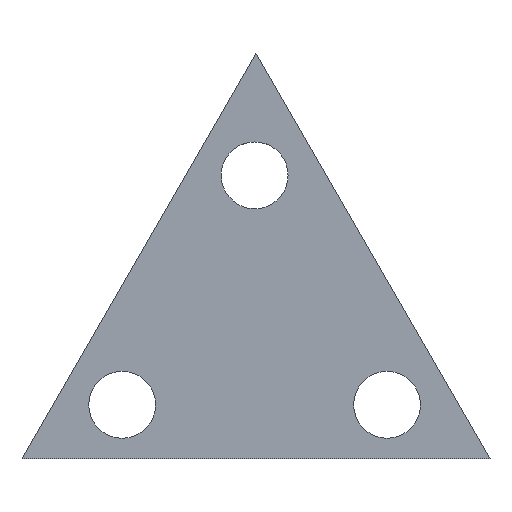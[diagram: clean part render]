
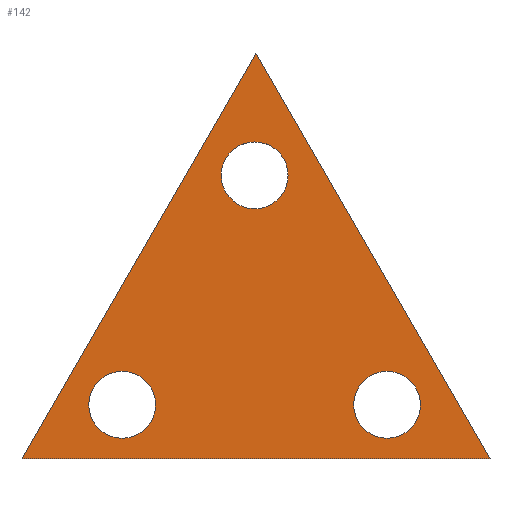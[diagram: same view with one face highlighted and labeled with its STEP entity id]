
A CAD part, top view. The second image highlights one B-rep face of the part: STEP entity #142.
In plain terms, the highlighted planar face has unit normal (0, 0, 1).
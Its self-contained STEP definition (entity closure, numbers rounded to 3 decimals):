
#4 = CARTESIAN_POINT ( 'NONE',  ( -0.21, 22.157, 2. ) ) ;
#6 = AXIS2_PLACEMENT_3D ( 'NONE', #69, #299, #234 ) ;
#10 = DIRECTION ( 'NONE',  ( 0., 0., 1. ) ) ;
#13 = FACE_BOUND ( 'NONE', #320, .T. ) ;
#14 = DIRECTION ( 'NONE',  ( 0., 0., 1. ) ) ;
#24 = CIRCLE ( 'NONE', #389, 5. ) ;
#27 = CARTESIAN_POINT ( 'NONE',  ( -20.02, -12.155, 2. ) ) ;
#28 = EDGE_CURVE ( 'NONE', #169, #80, #213, .T. ) ;
#38 = CARTESIAN_POINT ( 'NONE',  ( 0., 40.415, 2. ) ) ;
#41 = CARTESIAN_POINT ( 'NONE',  ( 35., -20.207, 2. ) ) ;
#45 = EDGE_CURVE ( 'NONE', #190, #166, #426, .T. ) ;
#48 = LINE ( 'NONE', #238, #197 ) ;
#51 = DIRECTION ( 'NONE',  ( 1., 0., 0. ) ) ;
#61 = ORIENTED_EDGE ( 'NONE', *, *, #219, .F. ) ;
#63 = DIRECTION ( 'NONE',  ( 0., 0., 1. ) ) ;
#67 = DIRECTION ( 'NONE',  ( 1., 0., 0. ) ) ;
#69 = CARTESIAN_POINT ( 'NONE',  ( -0.21, 22.157, 2. ) ) ;
#71 = DIRECTION ( 'NONE',  ( 1., 0., 0. ) ) ;
#73 = PLANE ( 'NONE',  #265 ) ;
#76 = ORIENTED_EDGE ( 'NONE', *, *, #275, .T. ) ;
#79 = ORIENTED_EDGE ( 'NONE', *, *, #28, .F. ) ;
#80 = VERTEX_POINT ( 'NONE', #191 ) ;
#92 = AXIS2_PLACEMENT_3D ( 'NONE', #27, #63, #397 ) ;
#101 = EDGE_CURVE ( 'NONE', #166, #190, #425, .T. ) ;
#102 = DIRECTION ( 'NONE',  ( 0., 0., 1. ) ) ;
#116 = AXIS2_PLACEMENT_3D ( 'NONE', #4, #157, #67 ) ;
#128 = LINE ( 'NONE', #38, #407 ) ;
#137 = CARTESIAN_POINT ( 'NONE',  ( 0., 0., 2. ) ) ;
#138 = CARTESIAN_POINT ( 'NONE',  ( 24.6, -12.155, 2. ) ) ;
#140 = FACE_BOUND ( 'NONE', #352, .T. ) ;
#141 = ORIENTED_EDGE ( 'NONE', *, *, #45, .F. ) ;
#142 = ADVANCED_FACE ( 'NONE', ( #390, #13, #140, #250 ), #73, .T. ) ;
#148 = VECTOR ( 'NONE', #51, 1000. ) ;
#153 = VERTEX_POINT ( 'NONE', #41 ) ;
#157 = DIRECTION ( 'NONE',  ( 0., 0., 1. ) ) ;
#164 = LINE ( 'NONE', #271, #148 ) ;
#165 = CARTESIAN_POINT ( 'NONE',  ( -20.02, -12.155, 2. ) ) ;
#166 = VERTEX_POINT ( 'NONE', #167 ) ;
#167 = CARTESIAN_POINT ( 'NONE',  ( 4.79, 22.157, 2. ) ) ;
#169 = VERTEX_POINT ( 'NONE', #371 ) ;
#177 = DIRECTION ( 'NONE',  ( 1., 0., 0. ) ) ;
#185 = EDGE_CURVE ( 'NONE', #80, #169, #282, .T. ) ;
#190 = VERTEX_POINT ( 'NONE', #231 ) ;
#191 = CARTESIAN_POINT ( 'NONE',  ( -25.02, -12.155, 2. ) ) ;
#197 = VECTOR ( 'NONE', #304, 1000. ) ;
#198 = EDGE_LOOP ( 'NONE', ( #424, #141 ) ) ;
#199 = CARTESIAN_POINT ( 'NONE',  ( 19.6, -12.155, 2. ) ) ;
#205 = DIRECTION ( 'NONE',  ( 0., 0., 1. ) ) ;
#206 = VERTEX_POINT ( 'NONE', #364 ) ;
#207 = CARTESIAN_POINT ( 'NONE',  ( 19.6, -12.155, 2. ) ) ;
#209 = CARTESIAN_POINT ( 'NONE',  ( 14.6, -12.155, 2. ) ) ;
#213 = CIRCLE ( 'NONE', #92, 5. ) ;
#218 = ORIENTED_EDGE ( 'NONE', *, *, #185, .F. ) ;
#219 = EDGE_CURVE ( 'NONE', #226, #380, #24, .T. ) ;
#226 = VERTEX_POINT ( 'NONE', #138 ) ;
#231 = CARTESIAN_POINT ( 'NONE',  ( -5.21, 22.157, 2. ) ) ;
#234 = DIRECTION ( 'NONE',  ( 1., 0., 0. ) ) ;
#238 = CARTESIAN_POINT ( 'NONE',  ( 35., -20.207, 2. ) ) ;
#250 = FACE_OUTER_BOUND ( 'NONE', #286, .T. ) ;
#252 = EDGE_CURVE ( 'NONE', #206, #391, #128, .T. ) ;
#254 = AXIS2_PLACEMENT_3D ( 'NONE', #165, #102, #406 ) ;
#260 = ORIENTED_EDGE ( 'NONE', *, *, #252, .T. ) ;
#265 = AXIS2_PLACEMENT_3D ( 'NONE', #137, #205, #71 ) ;
#267 = ORIENTED_EDGE ( 'NONE', *, *, #333, .T. ) ;
#271 = CARTESIAN_POINT ( 'NONE',  ( -35., -20.207, 2. ) ) ;
#275 = EDGE_CURVE ( 'NONE', #391, #153, #164, .T. ) ;
#276 = CIRCLE ( 'NONE', #409, 5. ) ;
#282 = CIRCLE ( 'NONE', #254, 5. ) ;
#284 = ORIENTED_EDGE ( 'NONE', *, *, #309, .F. ) ;
#286 = EDGE_LOOP ( 'NONE', ( #267, #260, #76 ) ) ;
#299 = DIRECTION ( 'NONE',  ( 0., 0., 1. ) ) ;
#304 = DIRECTION ( 'NONE',  ( -0.5, 0.866, 0. ) ) ;
#309 = EDGE_CURVE ( 'NONE', #380, #226, #276, .T. ) ;
#311 = CARTESIAN_POINT ( 'NONE',  ( -35., -20.207, 2. ) ) ;
#320 = EDGE_LOOP ( 'NONE', ( #79, #218 ) ) ;
#333 = EDGE_CURVE ( 'NONE', #153, #206, #48, .T. ) ;
#352 = EDGE_LOOP ( 'NONE', ( #61, #284 ) ) ;
#364 = CARTESIAN_POINT ( 'NONE',  ( 0., 40.415, 2. ) ) ;
#371 = CARTESIAN_POINT ( 'NONE',  ( -15.02, -12.155, 2. ) ) ;
#373 = DIRECTION ( 'NONE',  ( 1., 0., 0. ) ) ;
#380 = VERTEX_POINT ( 'NONE', #209 ) ;
#389 = AXIS2_PLACEMENT_3D ( 'NONE', #199, #14, #373 ) ;
#390 = FACE_BOUND ( 'NONE', #198, .T. ) ;
#391 = VERTEX_POINT ( 'NONE', #311 ) ;
#397 = DIRECTION ( 'NONE',  ( 1., 0., 0. ) ) ;
#406 = DIRECTION ( 'NONE',  ( 1., 0., 0. ) ) ;
#407 = VECTOR ( 'NONE', #412, 1000. ) ;
#409 = AXIS2_PLACEMENT_3D ( 'NONE', #207, #10, #177 ) ;
#412 = DIRECTION ( 'NONE',  ( -0.5, -0.866, 0. ) ) ;
#424 = ORIENTED_EDGE ( 'NONE', *, *, #101, .F. ) ;
#425 = CIRCLE ( 'NONE', #6, 5. ) ;
#426 = CIRCLE ( 'NONE', #116, 5. ) ;
